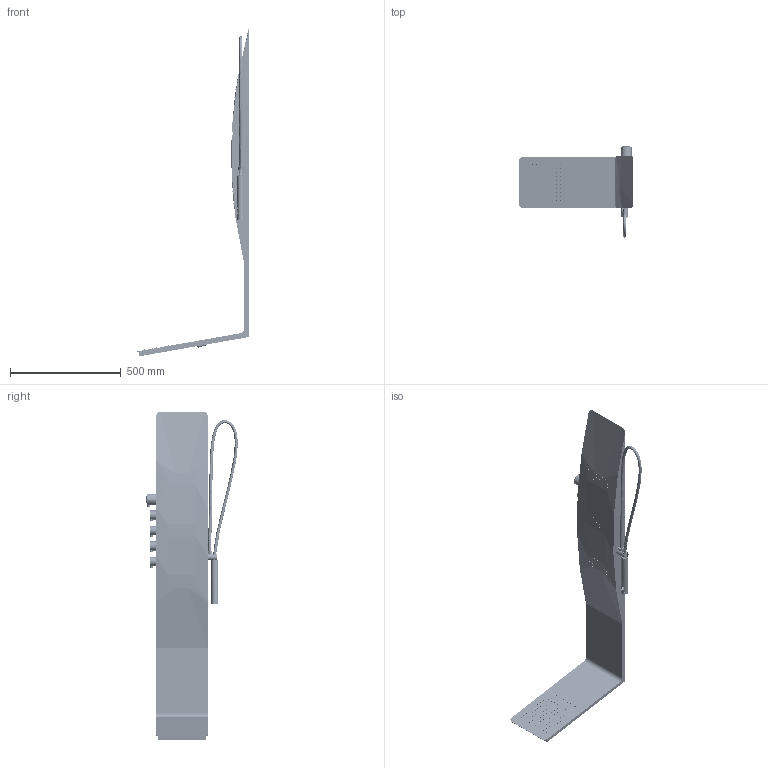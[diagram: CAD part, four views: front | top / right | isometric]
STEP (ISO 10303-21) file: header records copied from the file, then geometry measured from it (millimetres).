
FILE_DESCRIPTION((''),'2;1');
FILE_NAME('9001_ASM_ASM','2021-09-14T',('Administrator'),(''),'PRO/ENGINEER BY PARAMETRIC TECHNOLOGY CORPORATION, 2015240','PRO/ENGINEER BY PARAMETRIC TECHNOLOGY CORPORATION, 2015240','');
FILE_SCHEMA(('CONFIG_CONTROL_DESIGN'));
Products named in the file (55): MSBR-52; MSBR-51; MSBR-50; MSBR-49; MSBR-48; MSBR-47; MSBR-46; MSBR-45; MSBR-44; MSBR-43; MSBR-42; MSBR-41; MSBR-40; MSBR-39; MSBR-38; MSBR-37; MSBR-36; MSBR-35; MSBR-34; MSBR-33; MSBR-32; MSBR-31; MSBR-30; MSBR-29; MSBR-28; MSBR-27; MSBR-26; MSBR-25; MSBR-24; MSBR-23; MSBR-22; MSBR-21; MSBR-20; MSBR-19; MSBR-18; MSBR-17; MSBR-16; MSBR-15; MSBR-14; MSBR-13 ...
Assembly tree (54 placements, depth 2):
  9001_ASM_ASM
    MSBR-52
    MSBR-51
    MSBR-50
    MSBR-49
    MSBR-48
    MSBR-47
    MSBR-46
    MSBR-45
    MSBR-44
    MSBR-43
    MSBR-42
    MSBR-41
    MSBR-40
    MSBR-39
    MSBR-38
    MSBR-37
    MSBR-36
    MSBR-35
    MSBR-34
    MSBR-33
    MSBR-32
    MSBR-31
    MSBR-30
    MSBR-29
    MSBR-28
    MSBR-27
    MSBR-26
    MSBR-25
    MSBR-24
    MSBR-23
    MSBR-22
    MSBR-21
    MSBR-20
    MSBR-19
    MSBR-18
    MSBR-17
    MSBR-16
    MSBR-15
    MSBR-14
    MSBR-13
    MSBR-12
    MSBR-11
    MSBR-10
    MSBR-9
    MSBR-8
    MSBR-7
    MSBR-6
    MSBR-5
    MSBR-4
    MSBR-3
    MSBR-2
    MSBR-1
    _9001_ASM
    PG-9001HSL
Bounding box: 517.62 x 413.62 x 1484.48 mm (x, y, z)
Volume: 2506061.3 mm3; surface area: 1962338.9 mm2
Topology: 52 solids, 98 shells, 5998 faces, 14498 edges, 9552 vertices
Faces by surface type: cylinder 3183, plane 2016, bspline 392, torus 247, cone 123, revolution 28, sphere 9
Entity records: 267528 total; most frequent: CARTESIAN_POINT 129016, ORIENTED_EDGE 28953, DIRECTION 26940, EDGE_CURVE 14486, AXIS2_PLACEMENT_3D 10552, VERTEX_POINT 9552, EDGE_LOOP 7359, FACE_OUTER_BOUND 5998
